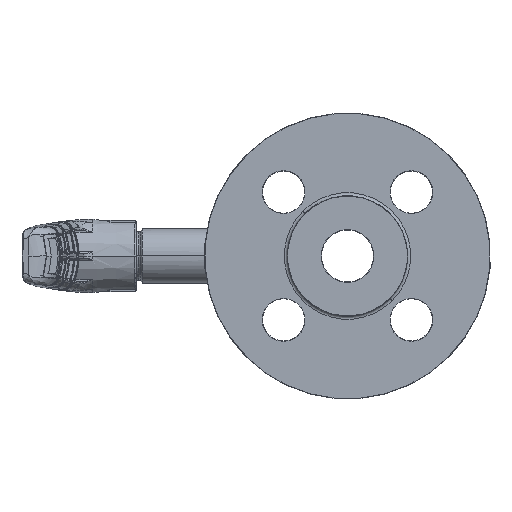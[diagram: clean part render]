
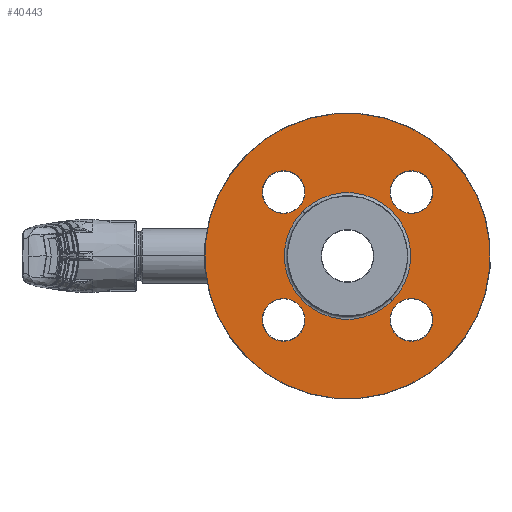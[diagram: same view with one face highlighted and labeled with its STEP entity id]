
A CAD part, left-side view. The second image highlights one B-rep face of the part: STEP entity #40443.
In plain terms, the highlighted planar face has unit normal (-1, 0, 0).
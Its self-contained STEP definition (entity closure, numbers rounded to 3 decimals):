
#728 = AXIS2_PLACEMENT_3D ( 'NONE', #55361, #3825, #24544 ) ;
#1296 = AXIS2_PLACEMENT_3D ( 'NONE', #19673, #51133, #55918 ) ;
#1454 = EDGE_CURVE ( 'NONE', #42732, #38079, #32403, .T. ) ;
#1691 = CARTESIAN_POINT ( 'NONE',  ( -63., 0., 0. ) ) ;
#2352 = EDGE_CURVE ( 'NONE', #38079, #42732, #31863, .T. ) ;
#3825 = DIRECTION ( 'NONE',  ( 1., 0., 0. ) ) ;
#3958 = ORIENTED_EDGE ( 'NONE', *, *, #52533, .T. ) ;
#4022 = EDGE_CURVE ( 'NONE', #19152, #66539, #34764, .T. ) ;
#7904 = FACE_BOUND ( 'NONE', #10048, .T. ) ;
#8049 = PLANE ( 'NONE',  #52625 ) ;
#9135 = EDGE_CURVE ( 'NONE', #11610, #35464, #50975, .T. ) ;
#9211 = CARTESIAN_POINT ( 'NONE',  ( -63., -16.193, 26.234 ) ) ;
#10048 = EDGE_LOOP ( 'NONE', ( #47471, #23942 ) ) ;
#10283 = FACE_BOUND ( 'NONE', #16501, .T. ) ;
#11502 = CARTESIAN_POINT ( 'NONE',  ( -63., -26.234, -26.234 ) ) ;
#11610 = VERTEX_POINT ( 'NONE', #12895 ) ;
#11856 = ORIENTED_EDGE ( 'NONE', *, *, #4022, .T. ) ;
#12356 = CIRCLE ( 'NONE', #45552, 7.1 ) ;
#12733 = VERTEX_POINT ( 'NONE', #20741 ) ;
#12895 = CARTESIAN_POINT ( 'NONE',  ( -63., 16.193, 16.193 ) ) ;
#14267 = DIRECTION ( 'NONE',  ( 0., 0.707, 0.707 ) ) ;
#14805 = DIRECTION ( 'NONE',  ( 0., -0.707, -0.707 ) ) ;
#15414 = CARTESIAN_POINT ( 'NONE',  ( -63., 0., 0. ) ) ;
#16173 = ORIENTED_EDGE ( 'NONE', *, *, #34700, .T. ) ;
#16501 = EDGE_LOOP ( 'NONE', ( #16173, #35645 ) ) ;
#17085 = CARTESIAN_POINT ( 'NONE',  ( -63., 0., 0. ) ) ;
#17316 = DIRECTION ( 'NONE',  ( 0., 0.707, 0.707 ) ) ;
#18411 = VERTEX_POINT ( 'NONE', #31548 ) ;
#19049 = CIRCLE ( 'NONE', #63021, 7.1 ) ;
#19152 = VERTEX_POINT ( 'NONE', #43004 ) ;
#19372 = AXIS2_PLACEMENT_3D ( 'NONE', #45811, #50794, #14805 ) ;
#19673 = CARTESIAN_POINT ( 'NONE',  ( -63., 21.213, -21.213 ) ) ;
#19687 = DIRECTION ( 'NONE',  ( 0., -0.707, -0.707 ) ) ;
#19879 = DIRECTION ( 'NONE',  ( 1., 0., 0. ) ) ;
#19976 = AXIS2_PLACEMENT_3D ( 'NONE', #1691, #38291, #54114 ) ;
#20255 = CIRCLE ( 'NONE', #34971, 7.1 ) ;
#20328 = DIRECTION ( 'NONE',  ( -1., 0., 0. ) ) ;
#20600 = DIRECTION ( 'NONE',  ( -1., 0., 0. ) ) ;
#20741 = CARTESIAN_POINT ( 'NONE',  ( -63., -33.517, -33.517 ) ) ;
#23942 = ORIENTED_EDGE ( 'NONE', *, *, #63240, .F. ) ;
#24070 = DIRECTION ( 'NONE',  ( 1., 0., 0. ) ) ;
#24544 = DIRECTION ( 'NONE',  ( 0., -0.707, -0.707 ) ) ;
#25297 = CARTESIAN_POINT ( 'NONE',  ( -63., 21.213, 21.213 ) ) ;
#25758 = EDGE_LOOP ( 'NONE', ( #43855, #56415 ) ) ;
#26687 = CARTESIAN_POINT ( 'NONE',  ( -63., 14.849, 14.849 ) ) ;
#26704 = DIRECTION ( 'NONE',  ( 1., 0., 0. ) ) ;
#26730 = ORIENTED_EDGE ( 'NONE', *, *, #34207, .T. ) ;
#27156 = EDGE_LOOP ( 'NONE', ( #34778, #26730 ) ) ;
#29635 = CARTESIAN_POINT ( 'NONE',  ( -63., -14.849, -14.849 ) ) ;
#29875 = CARTESIAN_POINT ( 'NONE',  ( -63., 0., 0. ) ) ;
#30695 = VERTEX_POINT ( 'NONE', #55314 ) ;
#31458 = CARTESIAN_POINT ( 'NONE',  ( -63., -21.213, -21.213 ) ) ;
#31548 = CARTESIAN_POINT ( 'NONE',  ( -63., 33.517, 33.517 ) ) ;
#31863 = CIRCLE ( 'NONE', #31981, 7.1 ) ;
#31981 = AXIS2_PLACEMENT_3D ( 'NONE', #65681, #24070, #34512 ) ;
#32360 = EDGE_CURVE ( 'NONE', #30695, #51771, #19049, .T. ) ;
#32403 = CIRCLE ( 'NONE', #19372, 7.1 ) ;
#32689 = ORIENTED_EDGE ( 'NONE', *, *, #39166, .T. ) ;
#33578 = DIRECTION ( 'NONE',  ( 0., -0.707, -0.707 ) ) ;
#34182 = CARTESIAN_POINT ( 'NONE',  ( -63., -26.234, 16.193 ) ) ;
#34207 = EDGE_CURVE ( 'NONE', #51771, #30695, #65634, .T. ) ;
#34512 = DIRECTION ( 'NONE',  ( 0., -0.707, -0.707 ) ) ;
#34700 = EDGE_CURVE ( 'NONE', #35464, #11610, #20255, .T. ) ;
#34764 = CIRCLE ( 'NONE', #1296, 7.1 ) ;
#34778 = ORIENTED_EDGE ( 'NONE', *, *, #32360, .T. ) ;
#34971 = AXIS2_PLACEMENT_3D ( 'NONE', #25297, #19879, #40734 ) ;
#35400 = FACE_BOUND ( 'NONE', #42871, .T. ) ;
#35464 = VERTEX_POINT ( 'NONE', #58900 ) ;
#35645 = ORIENTED_EDGE ( 'NONE', *, *, #9135, .T. ) ;
#36674 = DIRECTION ( 'NONE',  ( 0., -0.707, -0.707 ) ) ;
#38079 = VERTEX_POINT ( 'NONE', #9211 ) ;
#38291 = DIRECTION ( 'NONE',  ( -1., 0., 0. ) ) ;
#39166 = EDGE_CURVE ( 'NONE', #18411, #12733, #39646, .T. ) ;
#39210 = VERTEX_POINT ( 'NONE', #29635 ) ;
#39646 = CIRCLE ( 'NONE', #19976, 47.4 ) ;
#40443 = ADVANCED_FACE ( 'NONE', ( #44302, #10283, #56423, #49933, #35400, #7904 ), #8049, .F. ) ;
#40734 = DIRECTION ( 'NONE',  ( 0., -0.707, -0.707 ) ) ;
#41047 = CARTESIAN_POINT ( 'NONE',  ( -63., 21.213, 21.213 ) ) ;
#41266 = DIRECTION ( 'NONE',  ( 1., 0., 0. ) ) ;
#42732 = VERTEX_POINT ( 'NONE', #34182 ) ;
#42871 = EDGE_LOOP ( 'NONE', ( #11856, #3958 ) ) ;
#43004 = CARTESIAN_POINT ( 'NONE',  ( -63., 26.234, -16.193 ) ) ;
#43077 = CARTESIAN_POINT ( 'NONE',  ( -63., 16.193, -26.234 ) ) ;
#43855 = ORIENTED_EDGE ( 'NONE', *, *, #2352, .T. ) ;
#44302 = FACE_OUTER_BOUND ( 'NONE', #56551, .T. ) ;
#44402 = AXIS2_PLACEMENT_3D ( 'NONE', #17085, #48333, #17316 ) ;
#45552 = AXIS2_PLACEMENT_3D ( 'NONE', #65832, #50707, #19687 ) ;
#45811 = CARTESIAN_POINT ( 'NONE',  ( -63., -21.213, 21.213 ) ) ;
#47471 = ORIENTED_EDGE ( 'NONE', *, *, #50440, .F. ) ;
#48333 = DIRECTION ( 'NONE',  ( -1., 0., 0. ) ) ;
#48610 = CIRCLE ( 'NONE', #53900, 21. ) ;
#49933 = FACE_BOUND ( 'NONE', #27156, .T. ) ;
#50440 = EDGE_CURVE ( 'NONE', #55408, #39210, #60850, .T. ) ;
#50707 = DIRECTION ( 'NONE',  ( 1., 0., 0. ) ) ;
#50794 = DIRECTION ( 'NONE',  ( 1., 0., 0. ) ) ;
#50916 = AXIS2_PLACEMENT_3D ( 'NONE', #15414, #20600, #62686 ) ;
#50975 = CIRCLE ( 'NONE', #66552, 7.1 ) ;
#51133 = DIRECTION ( 'NONE',  ( 1., 0., 0. ) ) ;
#51771 = VERTEX_POINT ( 'NONE', #11502 ) ;
#52533 = EDGE_CURVE ( 'NONE', #66539, #19152, #12356, .T. ) ;
#52625 = AXIS2_PLACEMENT_3D ( 'NONE', #59815, #59368, #33578 ) ;
#53900 = AXIS2_PLACEMENT_3D ( 'NONE', #29875, #20328, #14267 ) ;
#54114 = DIRECTION ( 'NONE',  ( 0., -0.707, -0.707 ) ) ;
#55314 = CARTESIAN_POINT ( 'NONE',  ( -63., -16.193, -16.193 ) ) ;
#55361 = CARTESIAN_POINT ( 'NONE',  ( -63., -21.213, -21.213 ) ) ;
#55408 = VERTEX_POINT ( 'NONE', #26687 ) ;
#55918 = DIRECTION ( 'NONE',  ( 0., -0.707, -0.707 ) ) ;
#56415 = ORIENTED_EDGE ( 'NONE', *, *, #1454, .T. ) ;
#56423 = FACE_BOUND ( 'NONE', #25758, .T. ) ;
#56551 = EDGE_LOOP ( 'NONE', ( #66068, #32689 ) ) ;
#56844 = DIRECTION ( 'NONE',  ( 0., -0.707, -0.707 ) ) ;
#57315 = CIRCLE ( 'NONE', #50916, 47.4 ) ;
#58900 = CARTESIAN_POINT ( 'NONE',  ( -63., 26.234, 26.234 ) ) ;
#59368 = DIRECTION ( 'NONE',  ( 1., 0., 0. ) ) ;
#59815 = CARTESIAN_POINT ( 'NONE',  ( -63., 33.588, -33.588 ) ) ;
#60850 = CIRCLE ( 'NONE', #44402, 21. ) ;
#62686 = DIRECTION ( 'NONE',  ( 0., -0.707, -0.707 ) ) ;
#63021 = AXIS2_PLACEMENT_3D ( 'NONE', #31458, #26704, #36674 ) ;
#63240 = EDGE_CURVE ( 'NONE', #39210, #55408, #48610, .T. ) ;
#65172 = EDGE_CURVE ( 'NONE', #12733, #18411, #57315, .T. ) ;
#65634 = CIRCLE ( 'NONE', #728, 7.1 ) ;
#65681 = CARTESIAN_POINT ( 'NONE',  ( -63., -21.213, 21.213 ) ) ;
#65832 = CARTESIAN_POINT ( 'NONE',  ( -63., 21.213, -21.213 ) ) ;
#66068 = ORIENTED_EDGE ( 'NONE', *, *, #65172, .T. ) ;
#66539 = VERTEX_POINT ( 'NONE', #43077 ) ;
#66552 = AXIS2_PLACEMENT_3D ( 'NONE', #41047, #41266, #56844 ) ;
